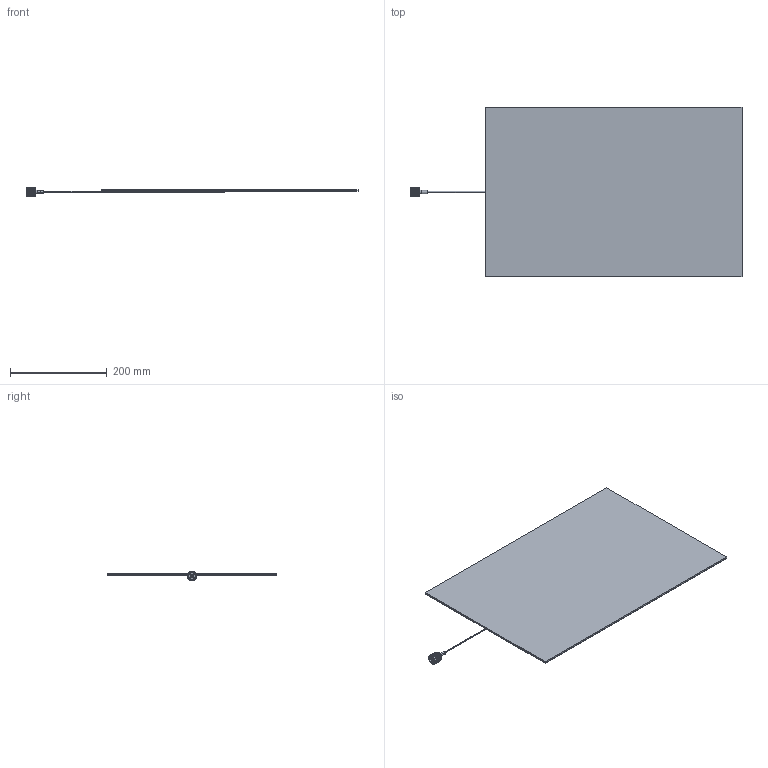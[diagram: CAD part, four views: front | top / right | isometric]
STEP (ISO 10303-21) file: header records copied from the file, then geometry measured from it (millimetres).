
FILE_DESCRIPTION (( 'STEP AP214' ), '1' );
FILE_NAME ('FMANFP1067_3D.step', '2023-02-01T17:57:36', ( '' ), ( '' ), 'SwSTEP 2.0', 'SolidWorks 2022', '' );
FILE_SCHEMA (( 'AUTOMOTIVE_DESIGN' ));
Length unit declared in the file: inch
Products named in the file (3): FMANFP1067_Base Model; PE4224; FMANFP1067_3D
Assembly tree (2 placements, depth 2):
  FMANFP1067_3D
    FMANFP1067_Base Model
    PE4224
Bounding box: 685.82 x 350 x 20.32 mm (x, y, z)
Volume: 748410.6 mm3; surface area: 755367.6 mm2
Topology: 3 solids, 3 shells, 2409 faces, 5192 edges, 2799 vertices
Faces by surface type: bspline 1795, cylinder 543, plane 46, cone 17, torus 8
Entity records: 93209 total; most frequent: CARTESIAN_POINT 61149, ORIENTED_EDGE 10384, EDGE_CURVE 5192, VERTEX_POINT 2799, EDGE_LOOP 2419, FACE_OUTER_BOUND 2409, ADVANCED_FACE 2409, B_SPLINE_CURVE_WITH_KNOTS 2033
